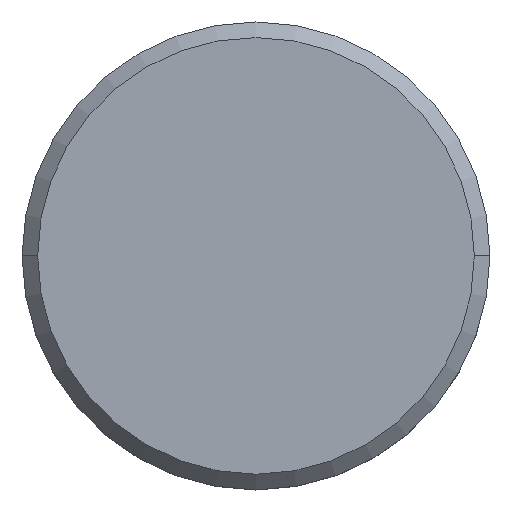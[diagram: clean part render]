
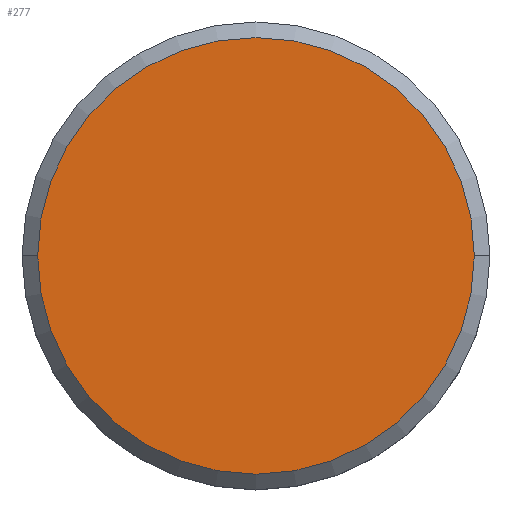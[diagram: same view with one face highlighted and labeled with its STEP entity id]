
A CAD part, top view. The second image highlights one B-rep face of the part: STEP entity #277.
In plain terms, the highlighted planar face has unit normal (0, 0, 1).
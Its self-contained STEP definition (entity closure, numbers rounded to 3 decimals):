
#37 = AXIS2_PLACEMENT_3D ( 'NONE', #361, #88, #429 ) ;
#48 = VERTEX_POINT ( 'NONE', #536 ) ;
#88 = DIRECTION ( 'NONE',  ( 0., 0., 1. ) ) ;
#124 = CARTESIAN_POINT ( 'NONE',  ( 7., 0., 0. ) ) ;
#214 = ORIENTED_EDGE ( 'NONE', *, *, #586, .T. ) ;
#230 = EDGE_CURVE ( 'NONE', #546, #48, #281, .T. ) ;
#270 = PLANE ( 'NONE',  #314 ) ;
#275 = CIRCLE ( 'NONE', #37, 7. ) ;
#277 = ADVANCED_FACE ( 'NONE', ( #516 ), #270, .T. ) ;
#281 = CIRCLE ( 'NONE', #385, 7. ) ;
#314 = AXIS2_PLACEMENT_3D ( 'NONE', #427, #460, #479 ) ;
#361 = CARTESIAN_POINT ( 'NONE',  ( 0., 0., 0. ) ) ;
#385 = AXIS2_PLACEMENT_3D ( 'NONE', #554, #405, #462 ) ;
#404 = ORIENTED_EDGE ( 'NONE', *, *, #230, .T. ) ;
#405 = DIRECTION ( 'NONE',  ( 0., 0., 1. ) ) ;
#427 = CARTESIAN_POINT ( 'NONE',  ( 0., 0., 0. ) ) ;
#429 = DIRECTION ( 'NONE',  ( 1., 0., 0. ) ) ;
#437 = EDGE_LOOP ( 'NONE', ( #214, #404 ) ) ;
#460 = DIRECTION ( 'NONE',  ( 0., 0., 1. ) ) ;
#462 = DIRECTION ( 'NONE',  ( 1., 0., 0. ) ) ;
#479 = DIRECTION ( 'NONE',  ( 1., 0., 0. ) ) ;
#516 = FACE_OUTER_BOUND ( 'NONE', #437, .T. ) ;
#536 = CARTESIAN_POINT ( 'NONE',  ( -7., 0., 0. ) ) ;
#546 = VERTEX_POINT ( 'NONE', #124 ) ;
#554 = CARTESIAN_POINT ( 'NONE',  ( 0., 0., 0. ) ) ;
#586 = EDGE_CURVE ( 'NONE', #48, #546, #275, .T. ) ;
